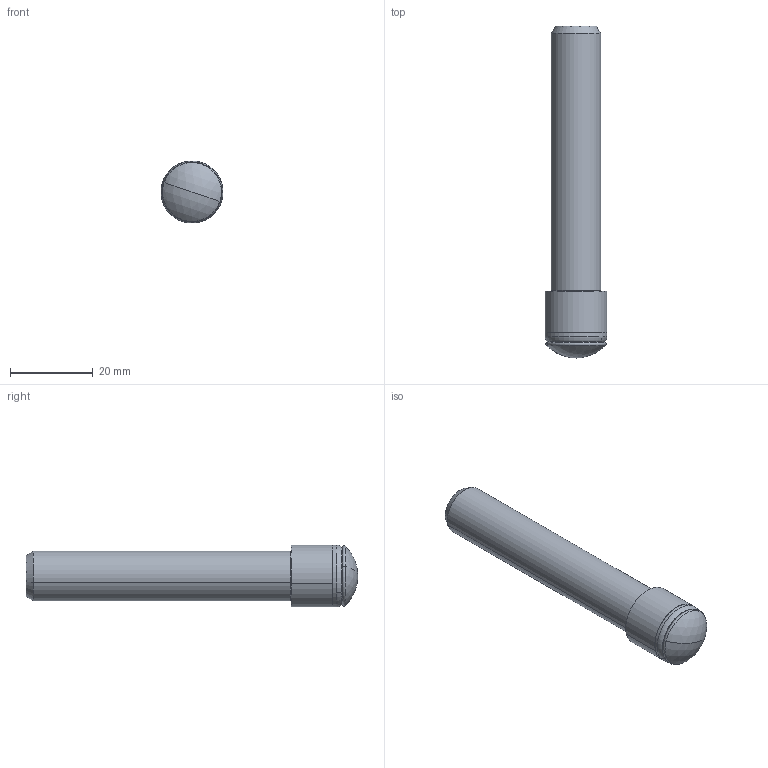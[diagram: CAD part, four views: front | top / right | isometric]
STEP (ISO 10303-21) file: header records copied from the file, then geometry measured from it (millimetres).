
FILE_DESCRIPTION (( 'STEP AP214' ), '1' );
FILE_NAME ('TA-00273.STEP', '2026-03-17T09:43:44', ( '' ), ( '' ), 'SwSTEP 2.0', 'SolidWorks 2023', '' );
FILE_SCHEMA (( 'AUTOMOTIVE_DESIGN' ));
Length unit declared in the file: millimetre
Products named in the file (5): TA-00273; TR-00001; VT-00009; VP-00081_Formed ; VR-00011
Assembly tree (4 placements, depth 3):
  TA-00273
    VR-00011
      VT-00009
      TR-00001
    VP-00081_Formed 
Bounding box: 14.98 x 80.26 x 14.98 mm (x, y, z)
Volume: 9766.2 mm3; surface area: 4114.5 mm2
Topology: 3 solids, 3 shells, 28 faces, 52 edges, 31 vertices
Faces by surface type: torus 8, cylinder 6, sphere 6, cone 4, plane 4
Entity records: 857 total; most frequent: DIRECTION 166, CARTESIAN_POINT 119, ORIENTED_EDGE 104, AXIS2_PLACEMENT_3D 78, EDGE_CURVE 52, CIRCLE 42, VERTEX_POINT 31, EDGE_LOOP 29
